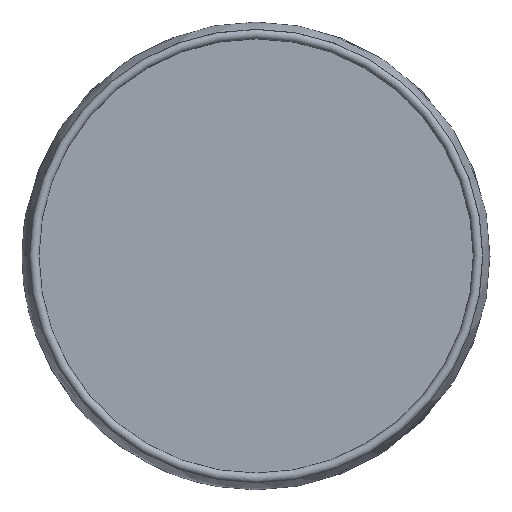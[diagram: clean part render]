
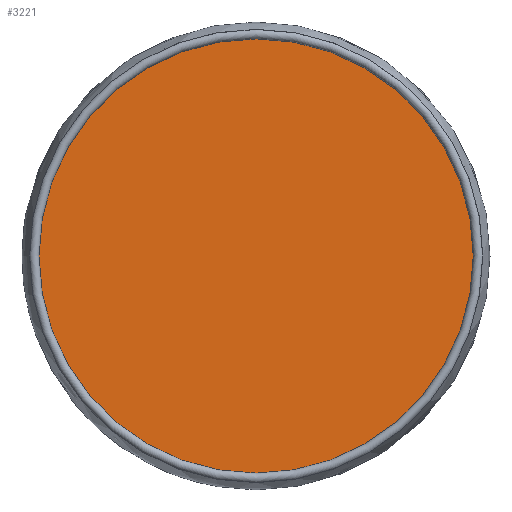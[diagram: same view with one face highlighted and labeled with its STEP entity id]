
A CAD part, front view. The second image highlights one B-rep face of the part: STEP entity #3221.
In plain terms, the highlighted face is planar.
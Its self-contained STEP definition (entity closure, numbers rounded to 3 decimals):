
#268=PLANE('',#3737);
#827=FACE_OUTER_BOUND('',#1020,.T.);
#1020=EDGE_LOOP('',(#2404));
#1345=CIRCLE('',#3735,291.5);
#1565=VERTEX_POINT('',#6147);
#1895=EDGE_CURVE('',#1565,#1565,#1345,.T.);
#2404=ORIENTED_EDGE('',*,*,#1895,.T.);
#3221=ADVANCED_FACE('',(#827),#268,.T.);
#3735=AXIS2_PLACEMENT_3D('',#6149,#4249,#4250);
#3737=AXIS2_PLACEMENT_3D('',#6151,#4253,#4254);
#4249=DIRECTION('center_axis',(0.,0.,-1.));
#4250=DIRECTION('ref_axis',(-1.,0.,0.));
#4253=DIRECTION('center_axis',(0.,0.,-1.));
#4254=DIRECTION('ref_axis',(-1.,0.,0.));
#6147=CARTESIAN_POINT('',(291.5,0.,0.));
#6149=CARTESIAN_POINT('Origin',(0.,0.,0.));
#6151=CARTESIAN_POINT('Origin',(0.,0.,0.));
